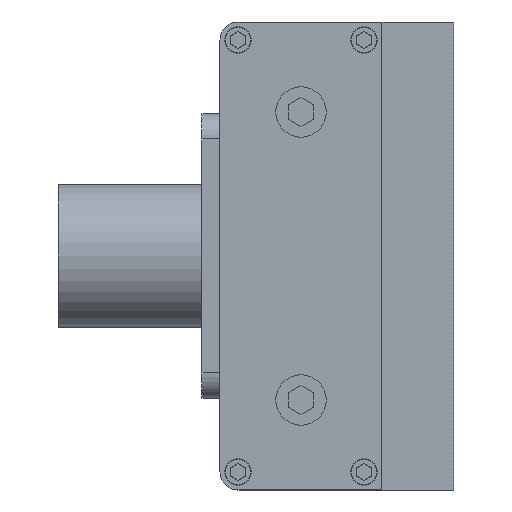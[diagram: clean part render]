
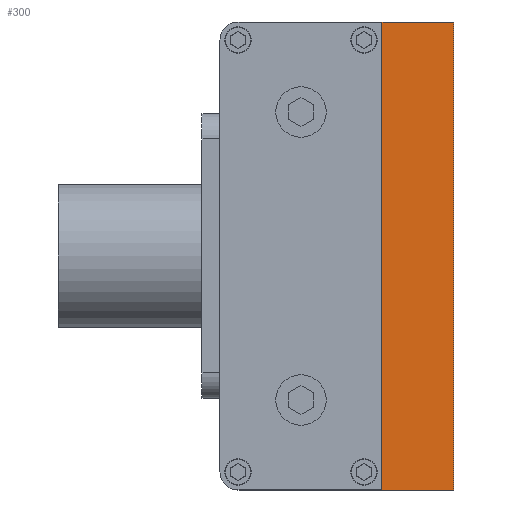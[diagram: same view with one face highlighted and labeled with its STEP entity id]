
A CAD part, left-side view. The second image highlights one B-rep face of the part: STEP entity #300.
In plain terms, the highlighted planar face has unit normal (-1, 0, 0).
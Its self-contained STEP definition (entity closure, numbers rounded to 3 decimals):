
#300 = ADVANCED_FACE ( 'NONE', ( #19854 ), #22153, .F. ) ;
#375 = EDGE_CURVE ( 'NONE', #32086, #14193, #22328, .T. ) ;
#497 = DIRECTION ( 'NONE',  ( 0., 1., 0. ) ) ;
#1091 = LINE ( 'NONE', #20956, #24518 ) ;
#1642 = AXIS2_PLACEMENT_3D ( 'NONE', #16235, #7471, #14149 ) ;
#2514 = VERTEX_POINT ( 'NONE', #12698 ) ;
#5082 = LINE ( 'NONE', #33723, #27575 ) ;
#7471 = DIRECTION ( 'NONE',  ( 1., 0., 0. ) ) ;
#7571 = EDGE_CURVE ( 'NONE', #9086, #14193, #5082, .T. ) ;
#7820 = ORIENTED_EDGE ( 'NONE', *, *, #30837, .F. ) ;
#9086 = VERTEX_POINT ( 'NONE', #15083 ) ;
#11982 = EDGE_CURVE ( 'NONE', #2514, #32086, #35253, .T. ) ;
#12698 = CARTESIAN_POINT ( 'NONE',  ( -563., -20., 65. ) ) ;
#14149 = DIRECTION ( 'NONE',  ( 0., 0., -1. ) ) ;
#14193 = VERTEX_POINT ( 'NONE', #37422 ) ;
#15083 = CARTESIAN_POINT ( 'NONE',  ( -563., -20., -65. ) ) ;
#15217 = DIRECTION ( 'NONE',  ( 0., 0., -1. ) ) ;
#16086 = ORIENTED_EDGE ( 'NONE', *, *, #7571, .F. ) ;
#16235 = CARTESIAN_POINT ( 'NONE',  ( -563., -20., 65. ) ) ;
#19279 = ORIENTED_EDGE ( 'NONE', *, *, #11982, .T. ) ;
#19854 = FACE_OUTER_BOUND ( 'NONE', #37049, .T. ) ;
#20956 = CARTESIAN_POINT ( 'NONE',  ( -563., -20., 65. ) ) ;
#22153 = PLANE ( 'NONE',  #1642 ) ;
#22328 = LINE ( 'NONE', #28258, #32119 ) ;
#24518 = VECTOR ( 'NONE', #15217, 1000. ) ;
#24913 = DIRECTION ( 'NONE',  ( 0., 1., 0. ) ) ;
#27575 = VECTOR ( 'NONE', #24913, 1000. ) ;
#27714 = VECTOR ( 'NONE', #497, 1000. ) ;
#28258 = CARTESIAN_POINT ( 'NONE',  ( -563., 0., 65. ) ) ;
#28405 = CARTESIAN_POINT ( 'NONE',  ( -563., 0., 65. ) ) ;
#29512 = CARTESIAN_POINT ( 'NONE',  ( -563., -20., 65. ) ) ;
#30837 = EDGE_CURVE ( 'NONE', #2514, #9086, #1091, .T. ) ;
#32086 = VERTEX_POINT ( 'NONE', #28405 ) ;
#32119 = VECTOR ( 'NONE', #34173, 1000. ) ;
#33723 = CARTESIAN_POINT ( 'NONE',  ( -563., -20., -65. ) ) ;
#34173 = DIRECTION ( 'NONE',  ( 0., 0., -1. ) ) ;
#34780 = ORIENTED_EDGE ( 'NONE', *, *, #375, .T. ) ;
#35253 = LINE ( 'NONE', #29512, #27714 ) ;
#37049 = EDGE_LOOP ( 'NONE', ( #34780, #16086, #7820, #19279 ) ) ;
#37422 = CARTESIAN_POINT ( 'NONE',  ( -563., 0., -65. ) ) ;
